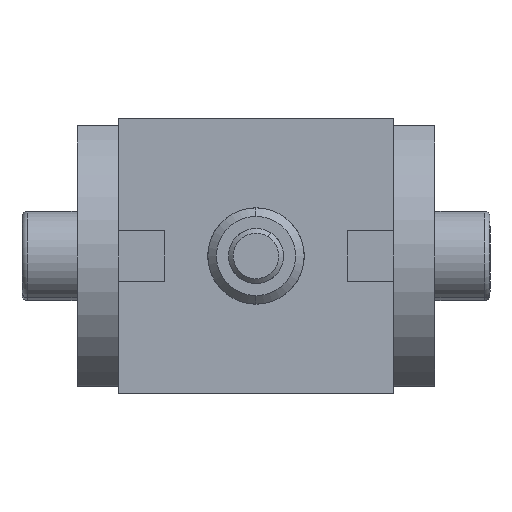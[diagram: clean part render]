
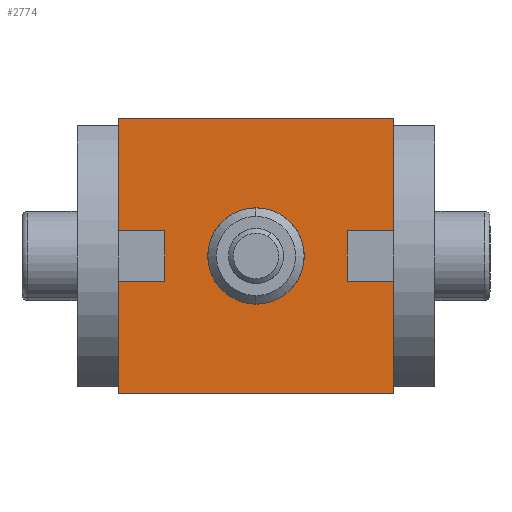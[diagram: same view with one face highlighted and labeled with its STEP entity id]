
A CAD part, front view. The second image highlights one B-rep face of the part: STEP entity #2774.
In plain terms, the highlighted planar face has unit normal (0, -1, 0).
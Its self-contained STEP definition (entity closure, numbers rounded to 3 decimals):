
#17 = CARTESIAN_POINT ( 'NONE',  ( 3.7, -10., 40. ) ) ;
#146 = LINE ( 'NONE', #1546, #5045 ) ;
#306 = ORIENTED_EDGE ( 'NONE', *, *, #1886, .F. ) ;
#437 = EDGE_CURVE ( 'NONE', #6472, #1480, #3521, .T. ) ;
#479 = EDGE_LOOP ( 'NONE', ( #4044, #837, #546, #3282, #5060, #5250, #855, #306, #4115, #2382, #5989, #784 ) ) ;
#546 = ORIENTED_EDGE ( 'NONE', *, *, #6570, .F. ) ;
#570 = DIRECTION ( 'NONE',  ( 0., 0., -1. ) ) ;
#600 = LINE ( 'NONE', #3656, #5121 ) ;
#631 = CARTESIAN_POINT ( 'NONE',  ( -20., -10., 0. ) ) ;
#665 = CARTESIAN_POINT ( 'NONE',  ( -3.7, -10., 0. ) ) ;
#669 = DIRECTION ( 'NONE',  ( 0., 0., 1. ) ) ;
#712 = DIRECTION ( 'NONE',  ( 0., 0., -1. ) ) ;
#784 = ORIENTED_EDGE ( 'NONE', *, *, #2724, .T. ) ;
#802 = ORIENTED_EDGE ( 'NONE', *, *, #2207, .F. ) ;
#822 = VERTEX_POINT ( 'NONE', #17 ) ;
#837 = ORIENTED_EDGE ( 'NONE', *, *, #6410, .F. ) ;
#847 = LINE ( 'NONE', #2755, #1988 ) ;
#855 = ORIENTED_EDGE ( 'NONE', *, *, #6446, .F. ) ;
#895 = CARTESIAN_POINT ( 'NONE',  ( 20., -10., 40. ) ) ;
#899 = LINE ( 'NONE', #2397, #3348 ) ;
#1019 = VERTEX_POINT ( 'NONE', #6080 ) ;
#1116 = VERTEX_POINT ( 'NONE', #1890 ) ;
#1125 = DIRECTION ( 'NONE',  ( -1., 0., 0. ) ) ;
#1127 = DIRECTION ( 'NONE',  ( 0., 0., -1. ) ) ;
#1171 = LINE ( 'NONE', #3801, #3582 ) ;
#1219 = DIRECTION ( 'NONE',  ( 1., 0., 0. ) ) ;
#1269 = DIRECTION ( 'NONE',  ( 0., -1., 0. ) ) ;
#1279 = DIRECTION ( 'NONE',  ( 1., 0., 0. ) ) ;
#1302 = PLANE ( 'NONE',  #4801 ) ;
#1345 = VERTEX_POINT ( 'NONE', #6274 ) ;
#1480 = VERTEX_POINT ( 'NONE', #2465 ) ;
#1546 = CARTESIAN_POINT ( 'NONE',  ( -20., -10., 40. ) ) ;
#1819 = ORIENTED_EDGE ( 'NONE', *, *, #4242, .F. ) ;
#1886 = EDGE_CURVE ( 'NONE', #3254, #1019, #4963, .T. ) ;
#1890 = CARTESIAN_POINT ( 'NONE',  ( 0., -10., 15.875 ) ) ;
#1988 = VECTOR ( 'NONE', #5842, 1000. ) ;
#2053 = EDGE_CURVE ( 'NONE', #5664, #5918, #1171, .T. ) ;
#2056 = AXIS2_PLACEMENT_3D ( 'NONE', #6459, #1269, #4988 ) ;
#2128 = CARTESIAN_POINT ( 'NONE',  ( 0., -10., 20. ) ) ;
#2187 = LINE ( 'NONE', #631, #6307 ) ;
#2207 = EDGE_CURVE ( 'NONE', #3059, #1116, #3791, .T. ) ;
#2210 = VECTOR ( 'NONE', #6188, 1000. ) ;
#2382 = ORIENTED_EDGE ( 'NONE', *, *, #3503, .F. ) ;
#2397 = CARTESIAN_POINT ( 'NONE',  ( 3.7, -10., 6.75 ) ) ;
#2462 = VECTOR ( 'NONE', #669, 1000. ) ;
#2465 = CARTESIAN_POINT ( 'NONE',  ( -20., -10., 0. ) ) ;
#2672 = DIRECTION ( 'NONE',  ( 0., 0., -1. ) ) ;
#2724 = EDGE_CURVE ( 'NONE', #1480, #3070, #6257, .T. ) ;
#2755 = CARTESIAN_POINT ( 'NONE',  ( -20., -10., 40. ) ) ;
#2774 = ADVANCED_FACE ( 'NONE', ( #4270, #3823 ), #1302, .F. ) ;
#3051 = EDGE_CURVE ( 'NONE', #4473, #5918, #2187, .T. ) ;
#3059 = VERTEX_POINT ( 'NONE', #3786 ) ;
#3070 = VERTEX_POINT ( 'NONE', #665 ) ;
#3102 = EDGE_CURVE ( 'NONE', #1345, #3254, #600, .T. ) ;
#3144 = CARTESIAN_POINT ( 'NONE',  ( -3.7, -10., 6.75 ) ) ;
#3213 = CARTESIAN_POINT ( 'NONE',  ( 3.7, -10., 33.25 ) ) ;
#3218 = VECTOR ( 'NONE', #1125, 1000. ) ;
#3254 = VERTEX_POINT ( 'NONE', #5475 ) ;
#3282 = ORIENTED_EDGE ( 'NONE', *, *, #3051, .T. ) ;
#3348 = VECTOR ( 'NONE', #4972, 1000. ) ;
#3394 = CARTESIAN_POINT ( 'NONE',  ( 3.7, -10., 6.75 ) ) ;
#3503 = EDGE_CURVE ( 'NONE', #6472, #1345, #847, .T. ) ;
#3521 = LINE ( 'NONE', #4560, #5715 ) ;
#3582 = VECTOR ( 'NONE', #712, 1000. ) ;
#3602 = DIRECTION ( 'NONE',  ( 1., 0., 0. ) ) ;
#3652 = LINE ( 'NONE', #3144, #4292 ) ;
#3656 = CARTESIAN_POINT ( 'NONE',  ( -3.7, -10., 33.25 ) ) ;
#3737 = DIRECTION ( 'NONE',  ( 0., 0., 1. ) ) ;
#3786 = CARTESIAN_POINT ( 'NONE',  ( 0., -10., 24.125 ) ) ;
#3791 = CIRCLE ( 'NONE', #2056, 4.125 ) ;
#3801 = CARTESIAN_POINT ( 'NONE',  ( 20., -10., 40. ) ) ;
#3823 = FACE_OUTER_BOUND ( 'NONE', #479, .T. ) ;
#3936 = VERTEX_POINT ( 'NONE', #3394 ) ;
#3940 = CARTESIAN_POINT ( 'NONE',  ( -3.7, -10., 33.25 ) ) ;
#4044 = ORIENTED_EDGE ( 'NONE', *, *, #5177, .F. ) ;
#4115 = ORIENTED_EDGE ( 'NONE', *, *, #3102, .F. ) ;
#4233 = CARTESIAN_POINT ( 'NONE',  ( 3.7, -10., 0. ) ) ;
#4234 = CARTESIAN_POINT ( 'NONE',  ( -20., -10., 40. ) ) ;
#4242 = EDGE_CURVE ( 'NONE', #1116, #3059, #5907, .T. ) ;
#4270 = FACE_BOUND ( 'NONE', #5386, .T. ) ;
#4292 = VECTOR ( 'NONE', #570, 1000. ) ;
#4473 = VERTEX_POINT ( 'NONE', #4233 ) ;
#4484 = EDGE_CURVE ( 'NONE', #822, #5664, #146, .T. ) ;
#4560 = CARTESIAN_POINT ( 'NONE',  ( -20., -10., 40. ) ) ;
#4651 = VECTOR ( 'NONE', #1279, 1000. ) ;
#4679 = CARTESIAN_POINT ( 'NONE',  ( -20., -10., 0. ) ) ;
#4736 = LINE ( 'NONE', #3213, #2462 ) ;
#4799 = VERTEX_POINT ( 'NONE', #6585 ) ;
#4801 = AXIS2_PLACEMENT_3D ( 'NONE', #4234, #4807, #3737 ) ;
#4807 = DIRECTION ( 'NONE',  ( 0., 1., 0. ) ) ;
#4963 = LINE ( 'NONE', #3940, #4651 ) ;
#4972 = DIRECTION ( 'NONE',  ( 0., 0., 1. ) ) ;
#4988 = DIRECTION ( 'NONE',  ( 0., 0., -1. ) ) ;
#5045 = VECTOR ( 'NONE', #3602, 1000. ) ;
#5060 = ORIENTED_EDGE ( 'NONE', *, *, #2053, .F. ) ;
#5121 = VECTOR ( 'NONE', #2672, 1000. ) ;
#5177 = EDGE_CURVE ( 'NONE', #4799, #3070, #3652, .T. ) ;
#5250 = ORIENTED_EDGE ( 'NONE', *, *, #4484, .F. ) ;
#5313 = CARTESIAN_POINT ( 'NONE',  ( -20., -10., 40. ) ) ;
#5386 = EDGE_LOOP ( 'NONE', ( #1819, #802 ) ) ;
#5469 = CARTESIAN_POINT ( 'NONE',  ( 20., -10., 0. ) ) ;
#5475 = CARTESIAN_POINT ( 'NONE',  ( -3.7, -10., 33.25 ) ) ;
#5664 = VERTEX_POINT ( 'NONE', #895 ) ;
#5715 = VECTOR ( 'NONE', #6511, 1000. ) ;
#5758 = DIRECTION ( 'NONE',  ( 0., -1., 0. ) ) ;
#5786 = CARTESIAN_POINT ( 'NONE',  ( -3.7, -10., 6.75 ) ) ;
#5842 = DIRECTION ( 'NONE',  ( 1., 0., 0. ) ) ;
#5907 = CIRCLE ( 'NONE', #6328, 4.125 ) ;
#5918 = VERTEX_POINT ( 'NONE', #5469 ) ;
#5989 = ORIENTED_EDGE ( 'NONE', *, *, #437, .T. ) ;
#6080 = CARTESIAN_POINT ( 'NONE',  ( 3.7, -10., 33.25 ) ) ;
#6188 = DIRECTION ( 'NONE',  ( 1., 0., 0. ) ) ;
#6207 = LINE ( 'NONE', #5786, #3218 ) ;
#6257 = LINE ( 'NONE', #4679, #2210 ) ;
#6274 = CARTESIAN_POINT ( 'NONE',  ( -3.7, -10., 40. ) ) ;
#6307 = VECTOR ( 'NONE', #1219, 1000. ) ;
#6328 = AXIS2_PLACEMENT_3D ( 'NONE', #2128, #5758, #1127 ) ;
#6410 = EDGE_CURVE ( 'NONE', #3936, #4799, #6207, .T. ) ;
#6446 = EDGE_CURVE ( 'NONE', #1019, #822, #4736, .T. ) ;
#6459 = CARTESIAN_POINT ( 'NONE',  ( 0., -10., 20. ) ) ;
#6472 = VERTEX_POINT ( 'NONE', #5313 ) ;
#6511 = DIRECTION ( 'NONE',  ( 0., 0., -1. ) ) ;
#6570 = EDGE_CURVE ( 'NONE', #4473, #3936, #899, .T. ) ;
#6585 = CARTESIAN_POINT ( 'NONE',  ( -3.7, -10., 6.75 ) ) ;
